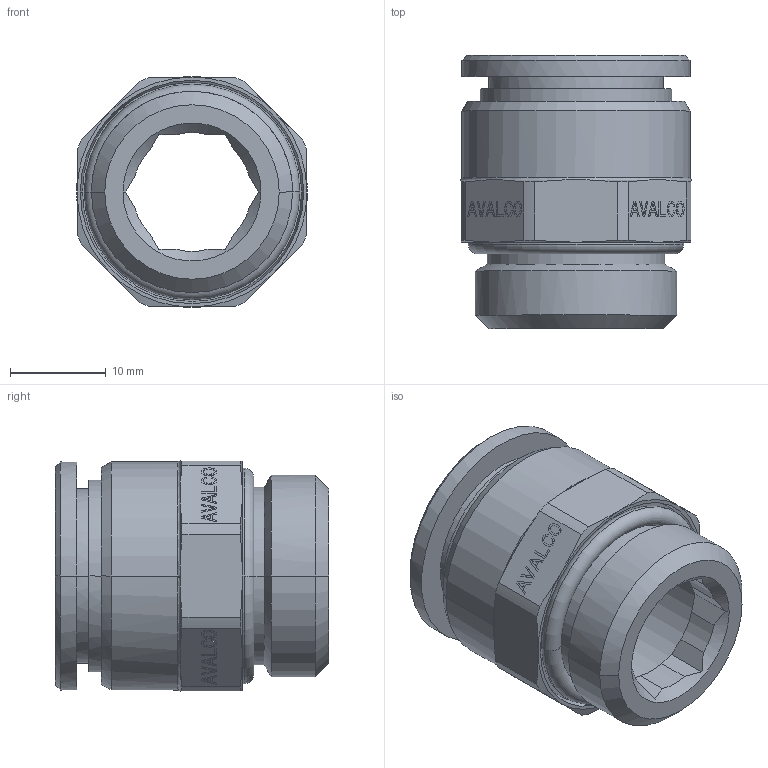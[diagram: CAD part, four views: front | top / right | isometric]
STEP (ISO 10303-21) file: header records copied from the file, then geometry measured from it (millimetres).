
FILE_DESCRIPTION(( 'MA.12.16.12.stp' ), '1');
FILE_NAME( 'MA.12.16.12.stp', '2018-10-01T11:19:52',( 'Sopra'),('sopra-pneumatic.com'), 'SwSTEP 2.0','SolidWorks 2009','' );
FILE_SCHEMA(('CONFIG_CONTROL_DESIGN'));
Length unit declared in the file: millimetre
Products named in the file (1): PN511B-16G12
Bounding box: 24.09 x 28.5 x 24.08 mm (x, y, z)
Volume: 5808 mm3; surface area: 4920.1 mm2
Topology: 2 solids, 2 shells, 551 faces, 1492 edges, 984 vertices
Faces by surface type: plane 483, cone 32, cylinder 28, torus 8
Entity records: 17029 total; most frequent: CARTESIAN_POINT 3661, ORIENTED_EDGE 2984, DIRECTION 2313, EDGE_CURVE 1492, VECTOR 1308, LINE 1308, VERTEX_POINT 984, EDGE_LOOP 594
